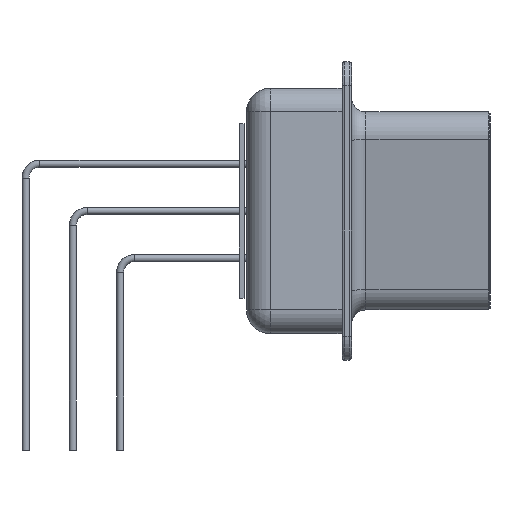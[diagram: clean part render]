
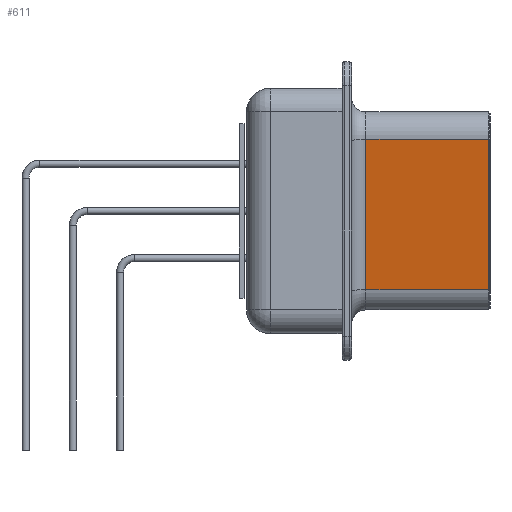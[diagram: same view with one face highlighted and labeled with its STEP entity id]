
A CAD part, left-side view. The second image highlights one B-rep face of the part: STEP entity #611.
In plain terms, the highlighted planar face has unit normal (-0.99, 0, -0.144).
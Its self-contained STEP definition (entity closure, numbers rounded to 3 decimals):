
#177 = VERTEX_POINT('',#178);
#178 = CARTESIAN_POINT('',(-4.046,-19.41,9.256));
#226 = VERTEX_POINT('',#227);
#227 = CARTESIAN_POINT('',(-3.132,-19.41,2.956));
#233 = EDGE_CURVE('',#177,#226,#234,.T.);
#234 = LINE('',#235,#236);
#235 = CARTESIAN_POINT('',(-4.046,-19.41,9.256));
#236 = VECTOR('',#237,1.);
#237 = DIRECTION('',(0.144,0.,-0.99)
);
#568 = VERTEX_POINT('',#569);
#569 = CARTESIAN_POINT('',(-4.046,-14.26,9.256));
#576 = EDGE_CURVE('',#568,#177,#577,.T.);
#577 = LINE('',#578,#579);
#578 = CARTESIAN_POINT('',(-4.046,-13.66,9.256));
#579 = VECTOR('',#580,1.);
#580 = DIRECTION('',(0.,-1.,0.));
#611 = ADVANCED_FACE('',(#612),#630,.T.);
#612 = FACE_BOUND('',#613,.T.);
#613 = EDGE_LOOP('',(#614,#622,#623,#624));
#614 = ORIENTED_EDGE('',*,*,#615,.T.);
#615 = EDGE_CURVE('',#616,#226,#618,.T.);
#616 = VERTEX_POINT('',#617);
#617 = CARTESIAN_POINT('',(-3.132,-14.26,2.956));
#618 = LINE('',#619,#620);
#619 = CARTESIAN_POINT('',(-3.132,-13.66,2.956));
#620 = VECTOR('',#621,1.);
#621 = DIRECTION('',(0.,-1.,0.));
#622 = ORIENTED_EDGE('',*,*,#233,.F.);
#623 = ORIENTED_EDGE('',*,*,#576,.F.);
#624 = ORIENTED_EDGE('',*,*,#625,.F.);
#625 = EDGE_CURVE('',#616,#568,#626,.T.);
#626 = LINE('',#627,#628);
#627 = CARTESIAN_POINT('',(-3.132,-14.26,2.956));
#628 = VECTOR('',#629,1.);
#629 = DIRECTION('',(-0.144,0.,0.99)
);
#630 = PLANE('',#631);
#631 = AXIS2_PLACEMENT_3D('',#632,#633,#634);
#632 = CARTESIAN_POINT('',(-3.008,-13.66,2.1));
#633 = DIRECTION('',(-0.99,0.,-0.144
));
#634 = DIRECTION('',(-0.144,0.,0.99)
);
